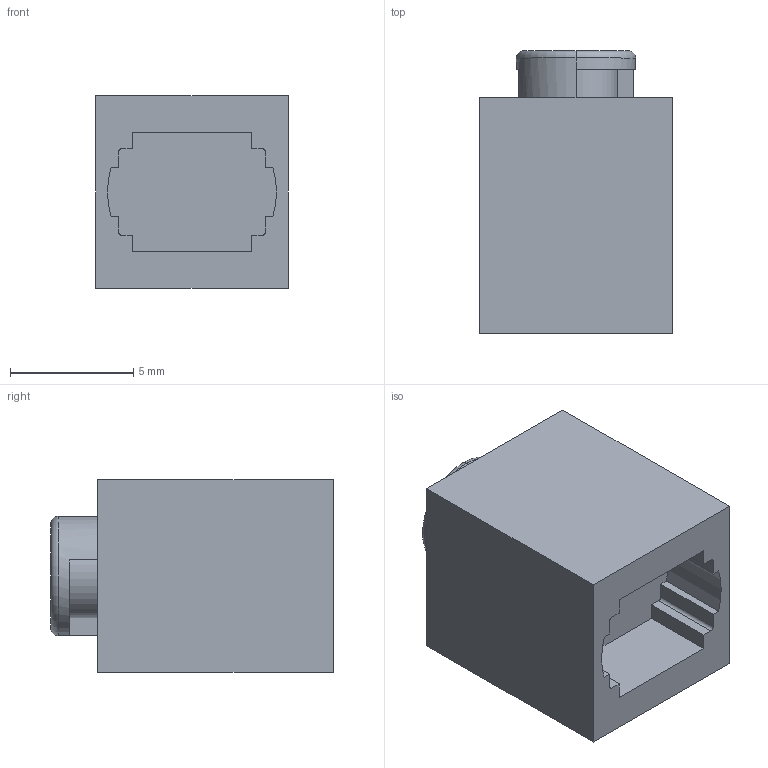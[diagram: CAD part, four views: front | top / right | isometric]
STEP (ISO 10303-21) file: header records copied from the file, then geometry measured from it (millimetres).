
FILE_DESCRIPTION (( 'STEP AP214' ), '1' );
FILE_NAME ('LEDBodyV4.STEP', '2017-04-04T20:28:49', ( 'Jason' ), ( '' ), 'SwSTEP 2.0', 'SolidWorks 2013', '' );
FILE_SCHEMA (( 'AUTOMOTIVE_DESIGN' ));
Length unit declared in the file: inch
Products named in the file (1): LEDBodyV4
Bounding box: 7.8 x 11.45 x 7.8 mm (x, y, z)
Volume: 511.8 mm3; surface area: 551.7 mm2
Topology: 1 solids, 1 shells, 54 faces, 140 edges, 92 vertices
Faces by surface type: plane 38, cylinder 14, torus 2
Entity records: 1686 total; most frequent: CARTESIAN_POINT 287, DIRECTION 284, ORIENTED_EDGE 280, EDGE_CURVE 140, VECTOR 106, LINE 106, VERTEX_POINT 92, AXIS2_PLACEMENT_3D 89
